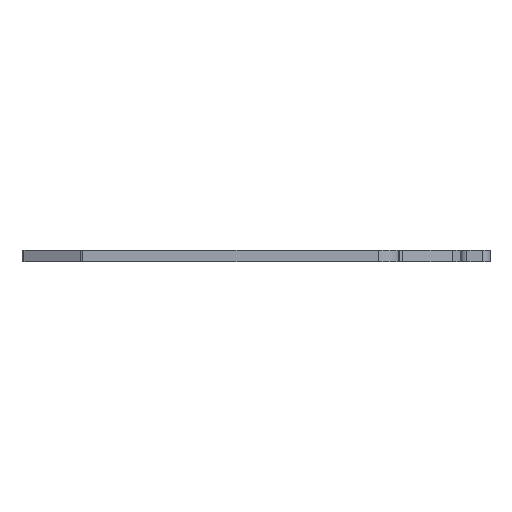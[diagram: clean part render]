
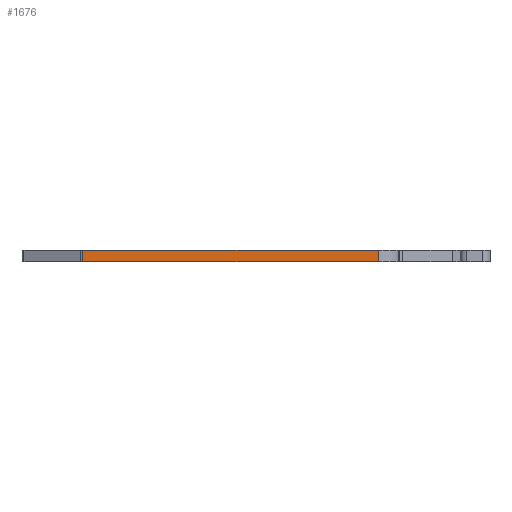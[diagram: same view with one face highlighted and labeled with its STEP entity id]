
A CAD part, left-side view. The second image highlights one B-rep face of the part: STEP entity #1676.
In plain terms, the highlighted planar face has unit normal (-1, 0, 0).
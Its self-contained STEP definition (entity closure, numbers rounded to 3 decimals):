
#241 = EDGE_LOOP ( 'NONE', ( #3246, #3291, #3010, #2957 ) ) ;
#307 = EDGE_CURVE ( 'NONE', #498, #2178, #1508, .T. ) ;
#498 = VERTEX_POINT ( 'NONE', #2085 ) ;
#535 = EDGE_CURVE ( 'NONE', #2899, #2178, #1358, .T. ) ;
#616 = VECTOR ( 'NONE', #2010, 1000. ) ;
#738 = VECTOR ( 'NONE', #2897, 1000. ) ;
#742 = EDGE_CURVE ( 'NONE', #3372, #2899, #3390, .T. ) ;
#808 = CARTESIAN_POINT ( 'NONE',  ( -26.406, -13.757, 0.75 ) ) ;
#887 = CARTESIAN_POINT ( 'NONE',  ( -26.406, -13.757, 0.75 ) ) ;
#978 = AXIS2_PLACEMENT_3D ( 'NONE', #808, #1669, #3563 ) ;
#1154 = CARTESIAN_POINT ( 'NONE',  ( -26.406, 25.77, 0.75 ) ) ;
#1225 = DIRECTION ( 'NONE',  ( 0., 0., -1. ) ) ;
#1358 = LINE ( 'NONE', #1915, #616 ) ;
#1508 = LINE ( 'NONE', #2997, #738 ) ;
#1669 = DIRECTION ( 'NONE',  ( 1., 0., 0. ) ) ;
#1676 = ADVANCED_FACE ( 'NONE', ( #1820 ), #3319, .F. ) ;
#1820 = FACE_OUTER_BOUND ( 'NONE', #241, .T. ) ;
#1915 = CARTESIAN_POINT ( 'NONE',  ( -26.406, -13.757, -0.75 ) ) ;
#2010 = DIRECTION ( 'NONE',  ( 0., -1., 0. ) ) ;
#2085 = CARTESIAN_POINT ( 'NONE',  ( -26.406, -13.757, 0.75 ) ) ;
#2103 = VECTOR ( 'NONE', #2574, 1000. ) ;
#2178 = VERTEX_POINT ( 'NONE', #2870 ) ;
#2292 = CARTESIAN_POINT ( 'NONE',  ( -26.406, 25.77, -0.75 ) ) ;
#2347 = EDGE_CURVE ( 'NONE', #3372, #498, #2809, .T. ) ;
#2574 = DIRECTION ( 'NONE',  ( 0., -1., 0. ) ) ;
#2682 = VECTOR ( 'NONE', #1225, 1000. ) ;
#2809 = LINE ( 'NONE', #887, #2103 ) ;
#2870 = CARTESIAN_POINT ( 'NONE',  ( -26.406, -13.757, -0.75 ) ) ;
#2897 = DIRECTION ( 'NONE',  ( 0., 0., -1. ) ) ;
#2899 = VERTEX_POINT ( 'NONE', #2292 ) ;
#2957 = ORIENTED_EDGE ( 'NONE', *, *, #742, .T. ) ;
#2997 = CARTESIAN_POINT ( 'NONE',  ( -26.406, -13.757, 0.75 ) ) ;
#3010 = ORIENTED_EDGE ( 'NONE', *, *, #2347, .F. ) ;
#3077 = CARTESIAN_POINT ( 'NONE',  ( -26.406, 25.77, 0.75 ) ) ;
#3246 = ORIENTED_EDGE ( 'NONE', *, *, #535, .T. ) ;
#3291 = ORIENTED_EDGE ( 'NONE', *, *, #307, .F. ) ;
#3319 = PLANE ( 'NONE',  #978 ) ;
#3372 = VERTEX_POINT ( 'NONE', #3077 ) ;
#3390 = LINE ( 'NONE', #1154, #2682 ) ;
#3563 = DIRECTION ( 'NONE',  ( 0., 0., -1. ) ) ;
